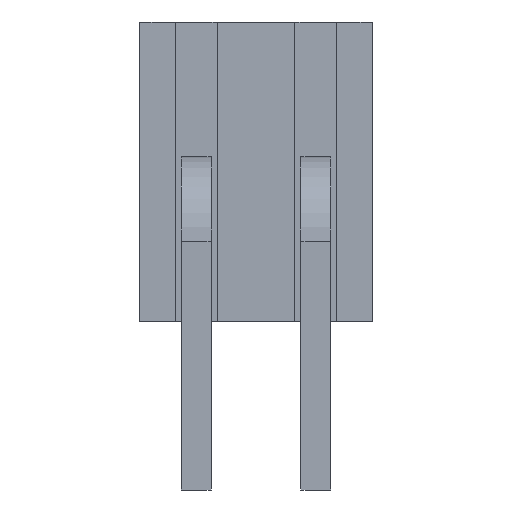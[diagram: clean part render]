
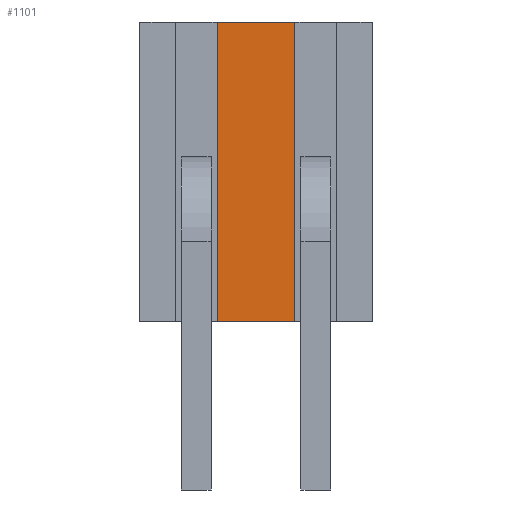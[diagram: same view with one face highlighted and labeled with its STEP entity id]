
A CAD part, front view. The second image highlights one B-rep face of the part: STEP entity #1101.
In plain terms, the highlighted planar face has unit normal (0, -1, 0).
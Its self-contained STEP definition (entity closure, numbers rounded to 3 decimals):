
#51=FACE_OUTER_BOUND('',#112,.T.);
#112=EDGE_LOOP('',(#787,#788,#789,#790));
#212=LINE('',#1619,#360);
#213=LINE('',#1622,#361);
#218=LINE('',#1632,#366);
#219=LINE('',#1633,#367);
#360=VECTOR('',#1306,1.651);
#361=VECTOR('',#1309,6.35);
#366=VECTOR('',#1318,6.35);
#367=VECTOR('',#1319,1.651);
#489=VERTEX_POINT('',#1599);
#498=VERTEX_POINT('',#1617);
#499=VERTEX_POINT('',#1621);
#502=VERTEX_POINT('',#1631);
#612=EDGE_CURVE('',#498,#489,#212,.T.);
#613=EDGE_CURVE('',#489,#499,#213,.T.);
#618=EDGE_CURVE('',#498,#502,#218,.T.);
#619=EDGE_CURVE('',#502,#499,#219,.T.);
#787=ORIENTED_EDGE('',*,*,#613,.F.);
#788=ORIENTED_EDGE('',*,*,#612,.F.);
#789=ORIENTED_EDGE('',*,*,#618,.T.);
#790=ORIENTED_EDGE('',*,*,#619,.T.);
#1045=PLANE('',#1177);
#1101=ADVANCED_FACE('',(#51),#1045,.T.);
#1177=AXIS2_PLACEMENT_3D('',#1630,#1316,#1317);
#1306=DIRECTION('',(1.,0.,0.));
#1309=DIRECTION('',(0.,0.,-1.));
#1316=DIRECTION('center_axis',(0.,-1.,0.));
#1317=DIRECTION('ref_axis',(0.,0.,-1.));
#1318=DIRECTION('',(0.,0.,-1.));
#1319=DIRECTION('',(1.,0.,0.));
#1599=CARTESIAN_POINT('',(0.826,-1.588,3.175));
#1617=CARTESIAN_POINT('',(-0.826,-1.588,3.175));
#1619=CARTESIAN_POINT('',(-0.826,-1.588,3.175));
#1621=CARTESIAN_POINT('',(0.826,-1.588,-3.175));
#1622=CARTESIAN_POINT('',(0.826,-1.588,3.175));
#1630=CARTESIAN_POINT('Origin',(-2.464,-1.588,3.175));
#1631=CARTESIAN_POINT('',(-0.826,-1.588,-3.175));
#1632=CARTESIAN_POINT('',(-0.826,-1.588,3.175));
#1633=CARTESIAN_POINT('',(-0.826,-1.588,-3.175));
